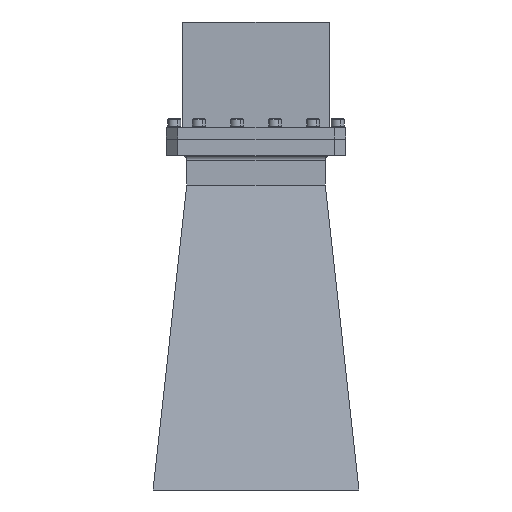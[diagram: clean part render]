
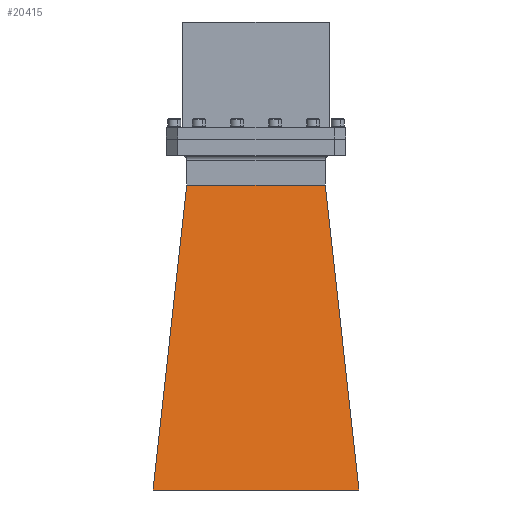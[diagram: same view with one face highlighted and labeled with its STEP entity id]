
A CAD part, front view. The second image highlights one B-rep face of the part: STEP entity #20415.
In plain terms, the highlighted planar face has unit normal (0, -0.987, 0.16).
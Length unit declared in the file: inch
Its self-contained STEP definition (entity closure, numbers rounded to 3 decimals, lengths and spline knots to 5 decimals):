
#2213 = ORIENTED_EDGE ( 'NONE', *, *, #3655, .F. ) ;
#2528 = VECTOR ( 'NONE', #28965, 39.37008 ) ;
#2905 = CARTESIAN_POINT ( 'NONE',  ( -1.482, -0.732, -0.98 ) ) ;
#3088 = CARTESIAN_POINT ( 'NONE',  ( 1.482, -0.732, -0.98 ) ) ;
#3655 = EDGE_CURVE ( 'NONE', #12686, #19874, #25591, .T. ) ;
#3992 = CARTESIAN_POINT ( 'NONE',  ( 0., -0.55871, 0.09045 ) ) ;
#4338 = EDGE_CURVE ( 'NONE', #32383, #22393, #25195, .T. ) ;
#4712 = VECTOR ( 'NONE', #10646, 39.37008 ) ;
#4966 = CARTESIAN_POINT ( 'NONE',  ( -2.2, -1.7875, -7.5 ) ) ;
#6870 = CARTESIAN_POINT ( 'NONE',  ( -2.2, -1.7875, -7.5 ) ) ;
#7116 = ORIENTED_EDGE ( 'NONE', *, *, #11446, .T. ) ;
#8787 = LINE ( 'NONE', #4966, #2528 ) ;
#10646 = DIRECTION ( 'NONE',  ( 0.108, 0.159, 0.981 ) ) ;
#11446 = EDGE_CURVE ( 'NONE', #22393, #19874, #20857, .T. ) ;
#12686 = VERTEX_POINT ( 'NONE', #6870 ) ;
#12706 = CARTESIAN_POINT ( 'NONE',  ( 1.482, -0.732, -0.98 ) ) ;
#15336 = ORIENTED_EDGE ( 'NONE', *, *, #4338, .T. ) ;
#16920 = DIRECTION ( 'NONE',  ( -0.108, 0.159, 0.981 ) ) ;
#18764 = CARTESIAN_POINT ( 'NONE',  ( -0.494, -0.732, -0.98 ) ) ;
#19874 = VERTEX_POINT ( 'NONE', #2905 ) ;
#19992 = PLANE ( 'NONE',  #26003 ) ;
#20415 = ADVANCED_FACE ( 'NONE', ( #30320 ), #19992, .T. ) ;
#20857 = B_SPLINE_CURVE_WITH_KNOTS ( 'NONE', 3,
 ( #3088, #23977, #18764, #29401 ),
 .UNSPECIFIED., .F., .F.,
 ( 4, 4 ),
 ( 0., 1. ),
 .UNSPECIFIED. ) ;
#22393 = VERTEX_POINT ( 'NONE', #12706 ) ;
#23494 = CARTESIAN_POINT ( 'NONE',  ( 2.2, -1.7875, -7.5 ) ) ;
#23977 = CARTESIAN_POINT ( 'NONE',  ( 0.494, -0.732, -0.98 ) ) ;
#25195 = LINE ( 'NONE', #32749, #28046 ) ;
#25591 = LINE ( 'NONE', #31857, #4712 ) ;
#26003 = AXIS2_PLACEMENT_3D ( 'NONE', #3992, #30467, #33366 ) ;
#26830 = EDGE_CURVE ( 'NONE', #12686, #32383, #8787, .T. ) ;
#28046 = VECTOR ( 'NONE', #16920, 39.37008 ) ;
#28965 = DIRECTION ( 'NONE',  ( 1., 0., 0. ) ) ;
#29401 = CARTESIAN_POINT ( 'NONE',  ( -1.482, -0.732, -0.98 ) ) ;
#30320 = FACE_OUTER_BOUND ( 'NONE', #30394, .T. ) ;
#30394 = EDGE_LOOP ( 'NONE', ( #15336, #7116, #2213, #31750 ) ) ;
#30467 = DIRECTION ( 'NONE',  ( 0., -0.987, 0.16 ) ) ;
#31750 = ORIENTED_EDGE ( 'NONE', *, *, #26830, .T. ) ;
#31857 = CARTESIAN_POINT ( 'NONE',  ( -2.2, -1.7875, -7.5 ) ) ;
#32383 = VERTEX_POINT ( 'NONE', #23494 ) ;
#32749 = CARTESIAN_POINT ( 'NONE',  ( 2.2, -1.7875, -7.5 ) ) ;
#33366 = DIRECTION ( 'NONE',  ( 0., -0.16, -0.987 ) ) ;
